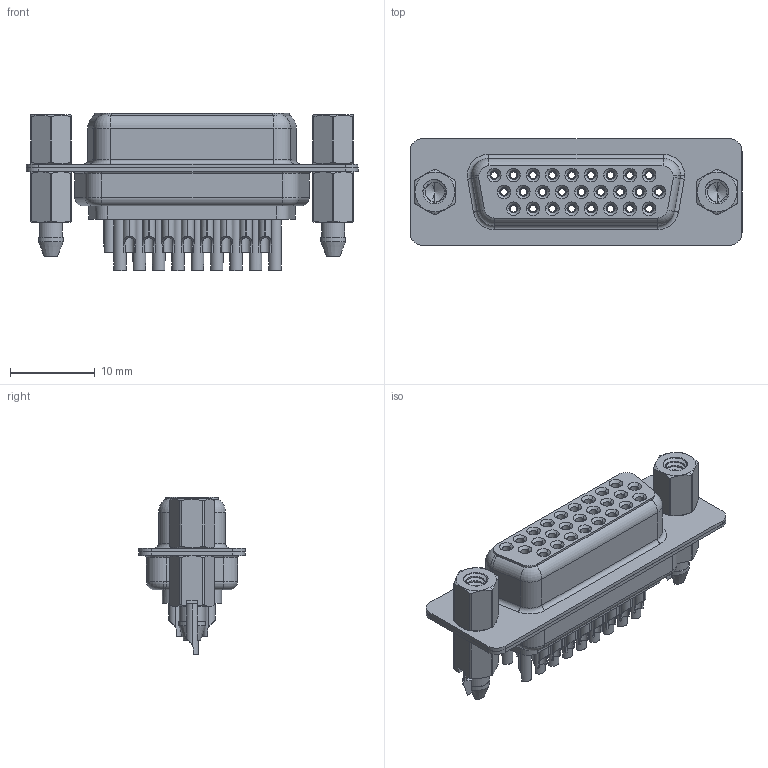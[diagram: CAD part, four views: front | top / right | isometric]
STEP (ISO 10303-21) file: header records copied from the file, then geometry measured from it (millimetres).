
FILE_DESCRIPTION (( 'STEP AP203' ), '1' );
FILE_NAME ('638-026-232-067.STEP', '2020-07-18T20:08:41', ( '' ), ( '' ), 'SwSTEP 2.0', 'SolidWorks 2020', '' );
FILE_SCHEMA (( 'CONFIG_CONTROL_DESIGN' ));
Length unit declared in the file: millimetre
Products named in the file (9): 638 Contact Row 1_32; 638 Contact Row 2_32; 638 4-40 Hex Standoff; 638 Shell Rear_26 Contacts; 638 Shell Front_26 Contacts; 638 Housing_26 Contacts; 638 4-40 Threaded Boardlock_LP; 638 Contact Row 3_32; 638-026-232-067
Assembly tree (33 placements, depth 2):
  638-026-232-067
    638 Housing_26 Contacts
    638 Shell Front_26 Contacts
    638 Shell Rear_26 Contacts
    638 Contact Row 1_32  x9
    638 Contact Row 2_32  x9
    638 Contact Row 3_32  x8
    638 4-40 Hex Standoff  x2
    638 4-40 Threaded Boardlock_LP  x2
Bounding box: 39.19 x 12.6 x 18.6 mm (x, y, z)
Volume: 2586.3 mm3; surface area: 9536.4 mm2
Topology: 33 solids, 33 shells, 2793 faces, 7141 edges, 4501 vertices
Faces by surface type: cylinder 891, plane 667, bspline 538, torus 525, cone 172
Entity records: 34761 total; most frequent: CARTESIAN_POINT 11887, DIRECTION 4527, ORIENTED_EDGE 4428, EDGE_CURVE 2214, AXIS2_PLACEMENT_3D 1876, VERTEX_POINT 1406, EDGE_LOOP 1066, CIRCLE 997
